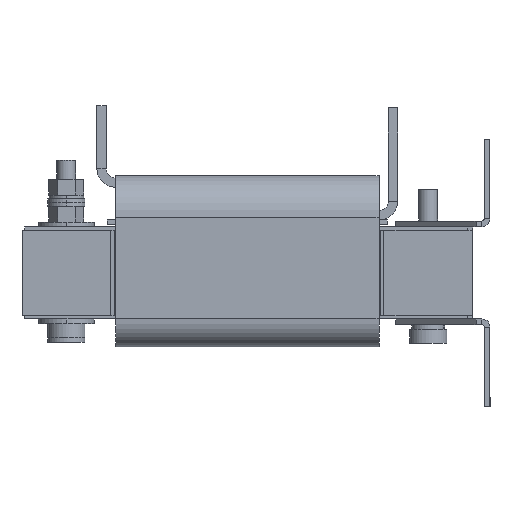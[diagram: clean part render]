
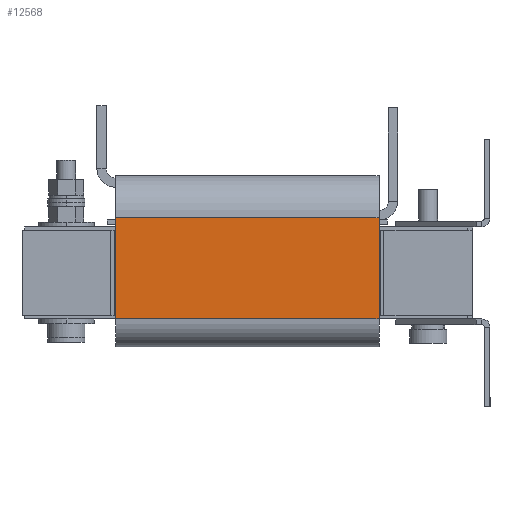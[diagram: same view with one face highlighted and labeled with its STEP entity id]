
A CAD part, left-side view. The second image highlights one B-rep face of the part: STEP entity #12568.
In plain terms, the highlighted planar face has unit normal (-1, 0, 0).
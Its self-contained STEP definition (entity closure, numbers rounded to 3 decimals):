
#422 = CARTESIAN_POINT ( 'NONE',  ( -107., 56.5, -19.75 ) ) ;
#702 = AXIS2_PLACEMENT_3D ( 'NONE', #3741, #1761, #10951 ) ;
#957 = EDGE_CURVE ( 'Defeature ausgef�hrt6_60+Defeature ausgef�hrt6_59+Defeature ausgef�hrt6_55+Defeature ausgef�hrt6_56', #6771, #8879, #2384, .T. ) ;
#1253 = ORIENTED_EDGE ( 'NONE', *, *, #8753, .T. ) ;
#1356 = LINE ( 'NONE', #11326, #7048 ) ;
#1761 = DIRECTION ( 'NONE',  ( 1., 0., 0. ) ) ;
#2384 = LINE ( 'NONE', #13090, #9861 ) ;
#2470 = VERTEX_POINT ( 'NONE', #6966 ) ;
#3050 = LINE ( 'NONE', #422, #9443 ) ;
#3285 = EDGE_LOOP ( 'NONE', ( #10173, #13131, #9018, #1253 ) ) ;
#3360 = EDGE_CURVE ( 'Defeature ausgef�hrt6_55+Defeature ausgef�hrt6_59+Defeature ausgef�hrt6_58+Defeature ausgef�hrt6_60', #2470, #6771, #3050, .T. ) ;
#3623 = LINE ( 'NONE', #6479, #6958 ) ;
#3741 = CARTESIAN_POINT ( 'NONE',  ( -107., 56.5, -19.75 ) ) ;
#6139 = EDGE_CURVE ( 'Defeature ausgef�hrt6_59+Defeature ausgef�hrt6_56+Defeature ausgef�hrt6_58+Defeature ausgef�hrt6_60', #7010, #8879, #1356, .T. ) ;
#6184 = CARTESIAN_POINT ( 'NONE',  ( -107., 56.5, 23.75 ) ) ;
#6479 = CARTESIAN_POINT ( 'NONE',  ( -107., 56.5, -19.75 ) ) ;
#6566 = DIRECTION ( 'NONE',  ( 0., -1., 0. ) ) ;
#6771 = VERTEX_POINT ( 'NONE', #6184 ) ;
#6958 = VECTOR ( 'NONE', #6566, 1000. ) ;
#6966 = CARTESIAN_POINT ( 'NONE',  ( -107., 56.5, -19.75 ) ) ;
#7010 = VERTEX_POINT ( 'NONE', #7506 ) ;
#7048 = VECTOR ( 'NONE', #10254, 1000. ) ;
#7506 = CARTESIAN_POINT ( 'NONE',  ( -107., -56.5, -19.75 ) ) ;
#7507 = DIRECTION ( 'NONE',  ( 0., 0., 1. ) ) ;
#8633 = CARTESIAN_POINT ( 'NONE',  ( -107., -56.5, 23.75 ) ) ;
#8753 = EDGE_CURVE ( 'Defeature ausgef�hrt6_59+Defeature ausgef�hrt6_58+Defeature ausgef�hrt6_55+Defeature ausgef�hrt6_56', #2470, #7010, #3623, .T. ) ;
#8879 = VERTEX_POINT ( 'NONE', #8633 ) ;
#9018 = ORIENTED_EDGE ( 'NONE', *, *, #3360, .F. ) ;
#9064 = DIRECTION ( 'NONE',  ( 0., -1., 0. ) ) ;
#9443 = VECTOR ( 'NONE', #7507, 1000. ) ;
#9861 = VECTOR ( 'NONE', #9064, 1000. ) ;
#10173 = ORIENTED_EDGE ( 'NONE', *, *, #6139, .T. ) ;
#10254 = DIRECTION ( 'NONE',  ( 0., 0., 1. ) ) ;
#10911 = PLANE ( 'NONE',  #702 ) ;
#10951 = DIRECTION ( 'NONE',  ( 0., 0., -1. ) ) ;
#11326 = CARTESIAN_POINT ( 'NONE',  ( -107., -56.5, -19.75 ) ) ;
#11748 = FACE_OUTER_BOUND ( 'NONE', #3285, .T. ) ;
#12568 = ADVANCED_FACE ( 'Defeature ausgef�hrt6_59', ( #11748 ), #10911, .F. ) ;
#13090 = CARTESIAN_POINT ( 'NONE',  ( -107., 56.5, 23.75 ) ) ;
#13131 = ORIENTED_EDGE ( 'NONE', *, *, #957, .F. ) ;
